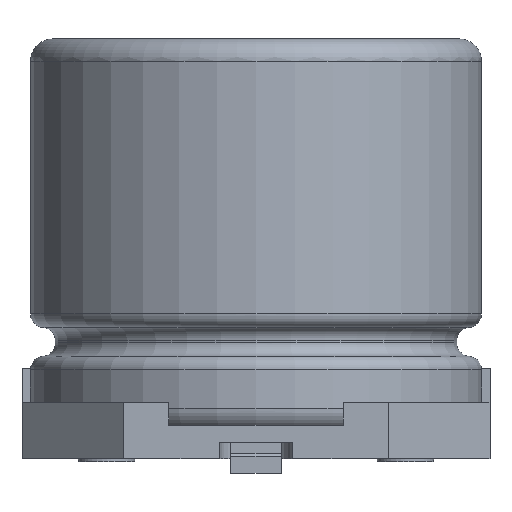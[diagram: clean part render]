
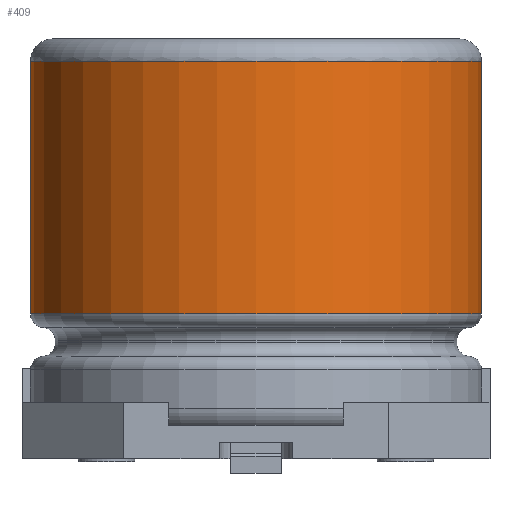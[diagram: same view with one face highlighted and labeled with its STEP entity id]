
A CAD part, front view. The second image highlights one B-rep face of the part: STEP entity #409.
In plain terms, the highlighted cylindrical face has radius 4 mm (diameter 8 mm), a full revolution.
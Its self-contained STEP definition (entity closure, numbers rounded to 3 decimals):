
#409 = ADVANCED_FACE( '', ( #946, #947 ), #948, .T. );
#946 = FACE_OUTER_BOUND( '', #1647, .T. );
#947 = FACE_OUTER_BOUND( '', #1648, .T. );
#948 = CYLINDRICAL_SURFACE( '', #1649, 4. );
#1647 = EDGE_LOOP( '', ( #2724 ) );
#1648 = EDGE_LOOP( '', ( #2725 ) );
#1649 = AXIS2_PLACEMENT_3D( '', #2726, #2727, #2728 );
#2724 = ORIENTED_EDGE( '', *, *, #4485, .T. );
#2725 = ORIENTED_EDGE( '', *, *, #4411, .T. );
#2726 = CARTESIAN_POINT( '', ( 0., 0., 9.9 ) );
#2727 = DIRECTION( '', ( 0., 0., -1. ) );
#2728 = DIRECTION( '', ( 1., 0., 0. ) );
#4411 = EDGE_CURVE( '', #5282, #5282, #5283, .T. );
#4485 = EDGE_CURVE( '', #5400, #5400, #5401, .T. );
#5282 = VERTEX_POINT( '', #6585 );
#5283 = CIRCLE( '', #6586, 4. );
#5400 = VERTEX_POINT( '', #6754 );
#5401 = CIRCLE( '', #6755, 4. );
#6585 = CARTESIAN_POINT( '', ( 4., 0., 2.073 ) );
#6586 = AXIS2_PLACEMENT_3D( '', #8154, #8155, #8156 );
#6754 = CARTESIAN_POINT( '', ( -4., 0., 6.55 ) );
#6755 = AXIS2_PLACEMENT_3D( '', #8242, #8243, #8244 );
#8154 = CARTESIAN_POINT( '', ( 0., 0., 2.073 ) );
#8155 = DIRECTION( '', ( 0., 0., 1. ) );
#8156 = DIRECTION( '', ( 1., 0., 0. ) );
#8242 = CARTESIAN_POINT( '', ( 0., 0., 6.55 ) );
#8243 = DIRECTION( '', ( 0., 0., -1. ) );
#8244 = DIRECTION( '', ( -1., 0., 0. ) );
